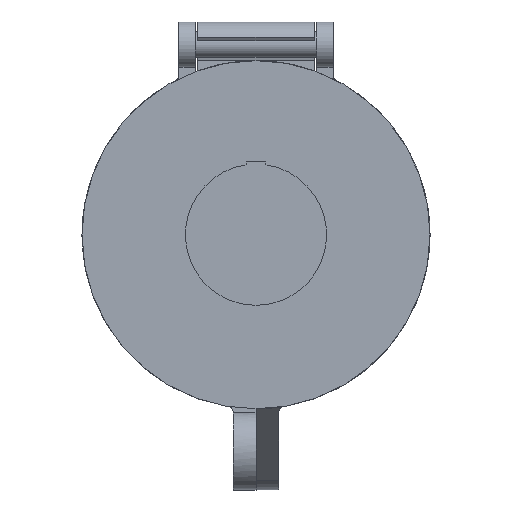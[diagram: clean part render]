
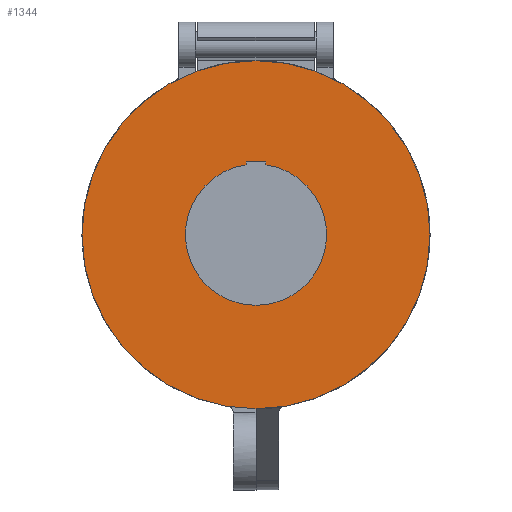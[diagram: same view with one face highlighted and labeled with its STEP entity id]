
A CAD part, front view. The second image highlights one B-rep face of the part: STEP entity #1344.
In plain terms, the highlighted planar face has unit normal (0, -1, 0).
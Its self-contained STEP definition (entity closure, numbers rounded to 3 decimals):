
#6 = EDGE_LOOP ( 'NONE', ( #577, #1101 ) ) ;
#45 = EDGE_CURVE ( 'NONE', #1783, #1018, #2324, .T. ) ;
#55 = ORIENTED_EDGE ( 'NONE', *, *, #211, .T. ) ;
#124 = DIRECTION ( 'NONE',  ( 0., 1., 0. ) ) ;
#211 = EDGE_CURVE ( 'NONE', #1018, #1030, #2830, .T. ) ;
#390 = VERTEX_POINT ( 'NONE', #2798 ) ;
#405 = EDGE_LOOP ( 'NONE', ( #2417, #2755, #1255, #55, #1492 ) ) ;
#516 = DIRECTION ( 'NONE',  ( 1., 0., 0. ) ) ;
#570 = CIRCLE ( 'NONE', #1551, 10.95 ) ;
#577 = ORIENTED_EDGE ( 'NONE', *, *, #2447, .F. ) ;
#638 = CARTESIAN_POINT ( 'NONE',  ( 0., 0., 0. ) ) ;
#658 = DIRECTION ( 'NONE',  ( 0., 0., 1. ) ) ;
#680 = PLANE ( 'NONE',  #1574 ) ;
#726 = CARTESIAN_POINT ( 'NONE',  ( 0., 0., 27. ) ) ;
#763 = DIRECTION ( 'NONE',  ( 0., 1., 0. ) ) ;
#767 = EDGE_CURVE ( 'NONE', #2658, #390, #570, .T. ) ;
#798 = CARTESIAN_POINT ( 'NONE',  ( -1.55, 0., 10.84 ) ) ;
#852 = CARTESIAN_POINT ( 'NONE',  ( 0., 0., -27. ) ) ;
#908 = DIRECTION ( 'NONE',  ( 0., 0., 1. ) ) ;
#909 = DIRECTION ( 'NONE',  ( 0., 0., 1. ) ) ;
#916 = VECTOR ( 'NONE', #908, 1000. ) ;
#917 = AXIS2_PLACEMENT_3D ( 'NONE', #2709, #1976, #2742 ) ;
#965 = VECTOR ( 'NONE', #1548, 1000. ) ;
#1018 = VERTEX_POINT ( 'NONE', #1706 ) ;
#1030 = VERTEX_POINT ( 'NONE', #2009 ) ;
#1101 = ORIENTED_EDGE ( 'NONE', *, *, #2278, .F. ) ;
#1149 = DIRECTION ( 'NONE',  ( 0., 1., 0. ) ) ;
#1255 = ORIENTED_EDGE ( 'NONE', *, *, #45, .T. ) ;
#1344 = ADVANCED_FACE ( 'NONE', ( #1919, #1401 ), #680, .F. ) ;
#1401 = FACE_OUTER_BOUND ( 'NONE', #6, .T. ) ;
#1478 = AXIS2_PLACEMENT_3D ( 'NONE', #2227, #763, #1770 ) ;
#1492 = ORIENTED_EDGE ( 'NONE', *, *, #2262, .F. ) ;
#1548 = DIRECTION ( 'NONE',  ( 0., 0., 1. ) ) ;
#1551 = AXIS2_PLACEMENT_3D ( 'NONE', #1831, #1149, #658 ) ;
#1574 = AXIS2_PLACEMENT_3D ( 'NONE', #638, #2885, #909 ) ;
#1595 = DIRECTION ( 'NONE',  ( 0., 0., 1. ) ) ;
#1662 = VECTOR ( 'NONE', #516, 1000. ) ;
#1706 = CARTESIAN_POINT ( 'NONE',  ( -1.55, 0., 11.3 ) ) ;
#1770 = DIRECTION ( 'NONE',  ( 0., 0., 1. ) ) ;
#1783 = VERTEX_POINT ( 'NONE', #798 ) ;
#1831 = CARTESIAN_POINT ( 'NONE',  ( 0., 0., 0. ) ) ;
#1919 = FACE_BOUND ( 'NONE', #405, .T. ) ;
#1976 = DIRECTION ( 'NONE',  ( 0., 1., 0. ) ) ;
#2009 = CARTESIAN_POINT ( 'NONE',  ( 1.55, 0., 11.3 ) ) ;
#2044 = LINE ( 'NONE', #3019, #965 ) ;
#2093 = VERTEX_POINT ( 'NONE', #852 ) ;
#2227 = CARTESIAN_POINT ( 'NONE',  ( 0., 0., 0. ) ) ;
#2262 = EDGE_CURVE ( 'NONE', #2658, #1030, #2044, .T. ) ;
#2278 = EDGE_CURVE ( 'NONE', #2624, #2093, #2306, .T. ) ;
#2306 = CIRCLE ( 'NONE', #917, 27. ) ;
#2324 = LINE ( 'NONE', #3098, #916 ) ;
#2380 = EDGE_CURVE ( 'NONE', #390, #1783, #2875, .T. ) ;
#2417 = ORIENTED_EDGE ( 'NONE', *, *, #767, .T. ) ;
#2447 = EDGE_CURVE ( 'NONE', #2093, #2624, #3076, .T. ) ;
#2624 = VERTEX_POINT ( 'NONE', #726 ) ;
#2658 = VERTEX_POINT ( 'NONE', #2735 ) ;
#2709 = CARTESIAN_POINT ( 'NONE',  ( 0., 0., 0. ) ) ;
#2717 = CARTESIAN_POINT ( 'NONE',  ( 0., 0., 11.3 ) ) ;
#2735 = CARTESIAN_POINT ( 'NONE',  ( 1.55, 0., 10.84 ) ) ;
#2742 = DIRECTION ( 'NONE',  ( 0., 0., 1. ) ) ;
#2755 = ORIENTED_EDGE ( 'NONE', *, *, #2380, .T. ) ;
#2798 = CARTESIAN_POINT ( 'NONE',  ( 0., 0., -10.95 ) ) ;
#2830 = LINE ( 'NONE', #2717, #1662 ) ;
#2875 = CIRCLE ( 'NONE', #1478, 10.95 ) ;
#2885 = DIRECTION ( 'NONE',  ( 0., 1., 0. ) ) ;
#3019 = CARTESIAN_POINT ( 'NONE',  ( 1.55, 0., 0. ) ) ;
#3076 = CIRCLE ( 'NONE', #3124, 27. ) ;
#3098 = CARTESIAN_POINT ( 'NONE',  ( -1.55, 0., 0. ) ) ;
#3100 = CARTESIAN_POINT ( 'NONE',  ( 0., 0., 0. ) ) ;
#3124 = AXIS2_PLACEMENT_3D ( 'NONE', #3100, #124, #1595 ) ;
